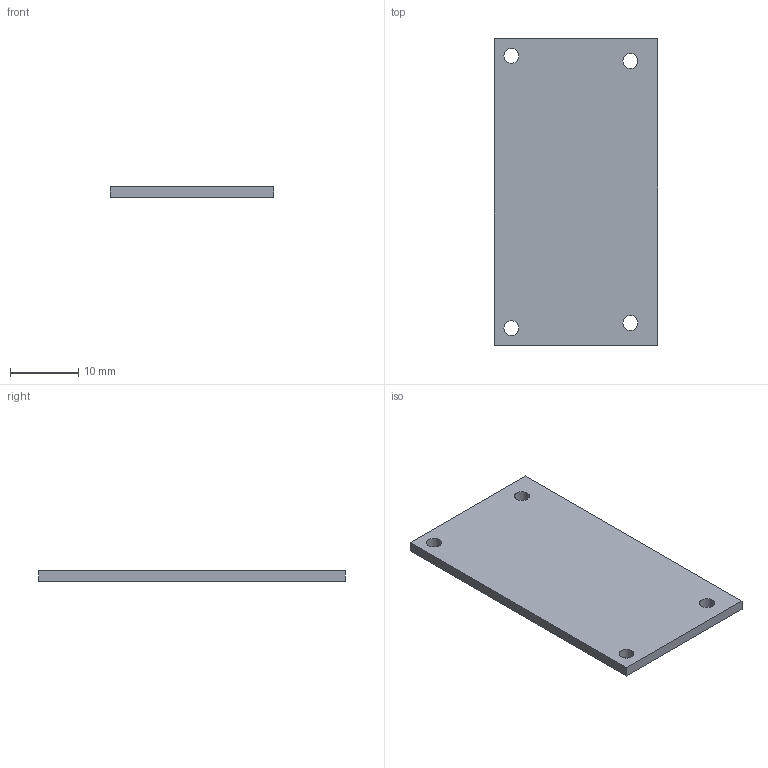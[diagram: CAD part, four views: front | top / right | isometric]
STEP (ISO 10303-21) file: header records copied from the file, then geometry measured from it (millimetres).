
FILE_DESCRIPTION(('HOOPS Exchange Step'),'2;1');
FILE_NAME('temp_export','2023-06-14T19:32:38-04:00',('jscotto'),('Shapr3D Limited'),'HOOPS Exchange 2022.2','Shapr3D','Authorized');
FILE_SCHEMA( ('AUTOMOTIVE_DESIGN { 1 0 10303 214 1 1 1 1 }') );
Length unit declared in the file: millimetre
Products named in the file (1): VGA Cover (Left)
Bounding box: 24.01 x 45 x 1.5 mm (x, y, z)
Volume: 1597.2 mm3; surface area: 2378.1 mm2
Topology: 1 solids, 1 shells, 14 faces, 38 edges, 29 vertices
Faces by surface type: plane 10, cylinder 4
Full cylindrical faces by diameter (mm): 2.2 x4
Entity records: 596 total; most frequent: CARTESIAN_POINT 178, DIRECTION 81, ORIENTED_EDGE 76, EDGE_CURVE 38, AXIS2_PLACEMENT_3D 31, VERTEX_POINT 29, EDGE_LOOP 25, FACE_BOUND 25
